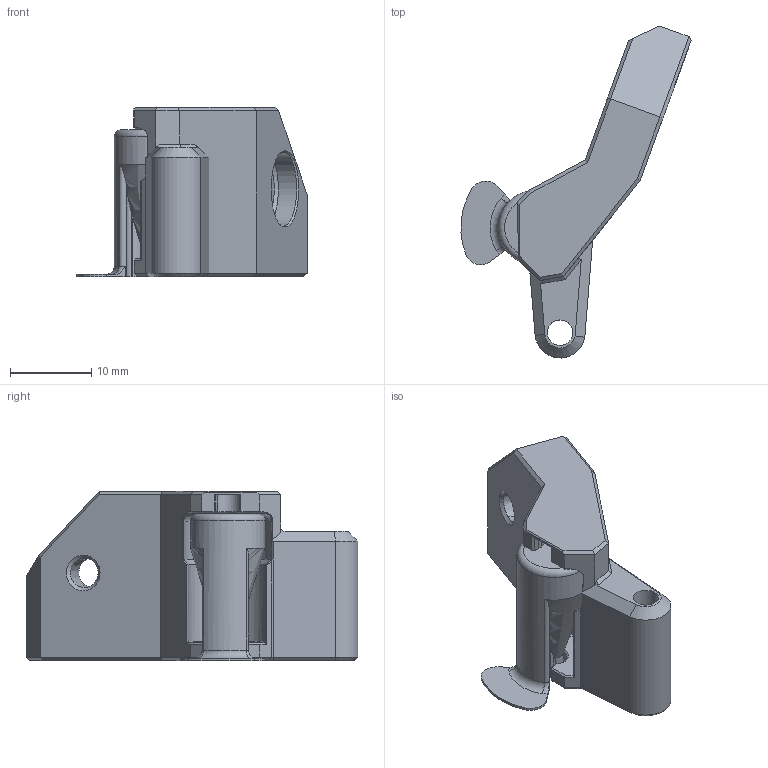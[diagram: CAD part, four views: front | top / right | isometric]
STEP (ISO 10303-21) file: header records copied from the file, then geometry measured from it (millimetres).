
FILE_DESCRIPTION(/* description */ ('','CAx-IF Rec.Pracs.---Representation and Presentation of Product Manufacturing Information (PMI)---4.0---2014-10-13'),/* implementation_level */ '2;1');
FILE_NAME(/* name */ 'AntHead WW-BMG - Tension Arm Assembly.step',/* time_stamp */ '2025-04-02T22:48:06-05:00',/* author */ (''),/* organization */ (''),/* preprocessor_version */ 'ST-DEVELOPER v20',/* originating_system */ 'Autodesk Translation Framework v13.20.0.188',/* authorisation */ '');
FILE_SCHEMA (('AP242_MANAGED_MODEL_BASED_3D_ENGINEERING_MIM_LF { 1 0 10303 442 1 1 4 }'));
Length unit declared in the file: millimetre
Products named in the file (3): AH WW-BMG - Tension Arm Assembly; WWBMG - Tension_Arm Support; AH WWBMG - Tension Arm
Assembly tree (2 placements, depth 2):
  AH WW-BMG - Tension Arm Assembly
    WWBMG - Tension_Arm Support
    AH WWBMG - Tension Arm
Bounding box: 28.38 x 40.95 x 20.89 mm (x, y, z)
Volume: 5548.3 mm3; surface area: 3527.5 mm2
Topology: 2 solids, 2 shells, 180 faces, 455 edges, 280 vertices
Faces by surface type: plane 106, cylinder 30, cone 22, bspline 15, torus 7
Full cylindrical faces by diameter (mm): 3.15 x1, 9.189 x1
Entity records: 6197 total; most frequent: CARTESIAN_POINT 1859, ORIENTED_EDGE 910, DIRECTION 853, EDGE_CURVE 455, LINE 291, VECTOR 291, AXIS2_PLACEMENT_3D 281, VERTEX_POINT 280
